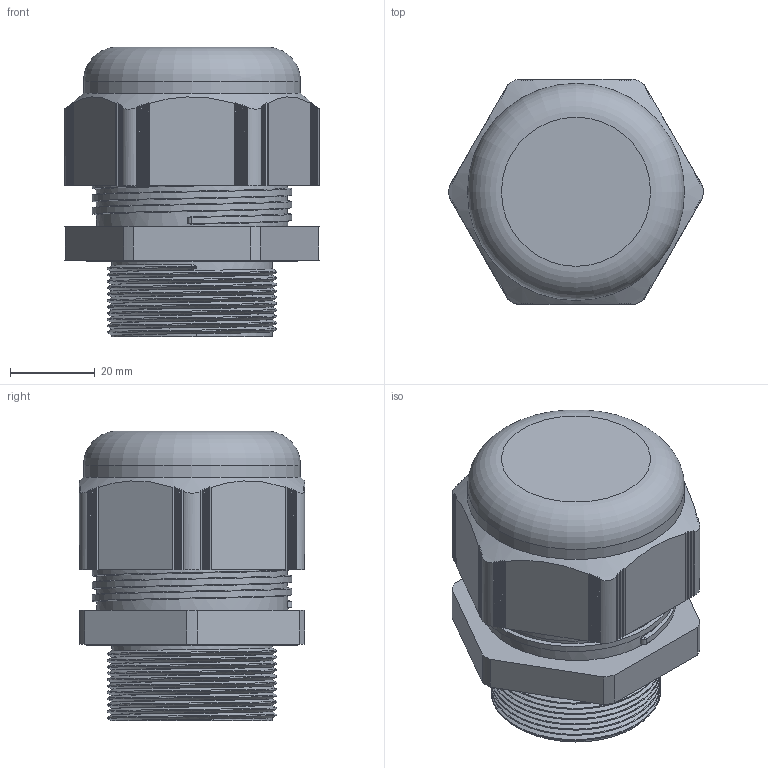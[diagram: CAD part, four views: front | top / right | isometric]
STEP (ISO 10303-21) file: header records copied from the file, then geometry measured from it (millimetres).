
FILE_DESCRIPTION((''),'2;1');
FILE_NAME('M40x1.5 MONTAJ (PG 36)_Shrinkwrap_1.stp','2012-09-25T15:59:14',('oktay'),(''),'Autodesk Inventor 2013','Autodesk Inventor 2013','');
FILE_SCHEMA(('AUTOMOTIVE_DESIGN { 1 0 10303 214 1 1 1 1 }'));
Length unit declared in the file: millimetre
Products named in the file (1): M40x1.5 MONTAJ (PG 36)_Shrinkwrap_1
Bounding box: 60 x 53 x 68.2 mm (x, y, z)
Volume: 129150 mm3; surface area: 18819.3 mm2
Topology: 1 solids, 1 shells, 271 faces, 792 edges, 522 vertices
Faces by surface type: plane 223, cylinder 31, cone 7, torus 5, bspline 5
Full cylindrical faces by diameter (mm): 37.87 x11, 45 x3, 51.1 x1
Entity records: 11827 total; most frequent: CARTESIAN_POINT 5454, ORIENTED_EDGE 1472, DIRECTION 1041, EDGE_CURVE 736, VERTEX_POINT 492, VECTOR 455, LINE 455, AXIS2_PLACEMENT_3D 293
